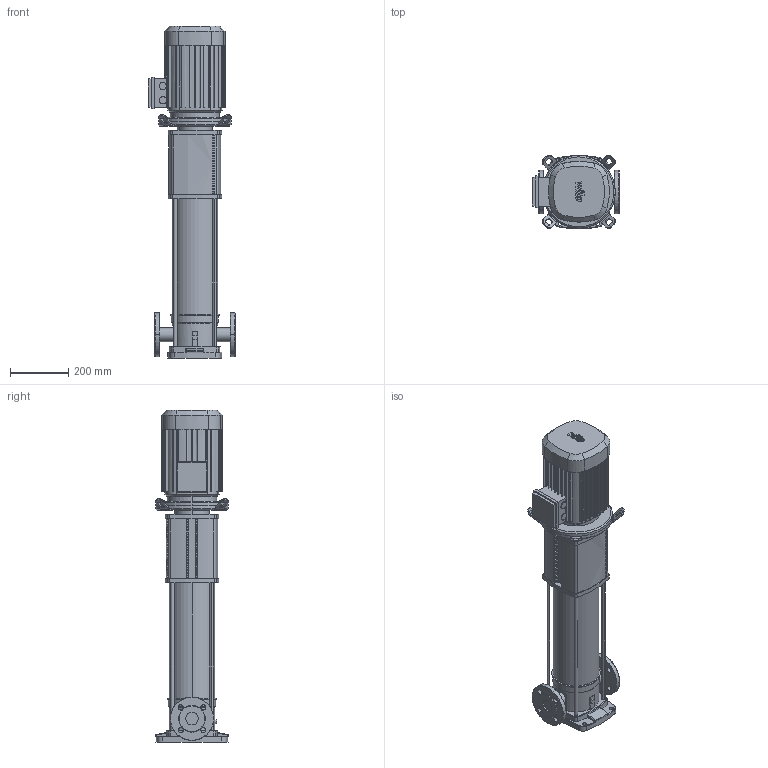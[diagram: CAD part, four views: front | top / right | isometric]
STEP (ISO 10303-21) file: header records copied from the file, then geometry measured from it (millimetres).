
FILE_DESCRIPTION((''),'2;1');
FILE_NAME('3d_HELIXV1012-1_25_E_K-4150559.stp','2016-08-24T08:37:01',(''),(''),'Mechanical Desktop 2009','Mechanical Desktop 2009',', , ');
FILE_SCHEMA(('CONFIG_CONTROL_DESIGN'));
Length unit declared in the file: millimetre
Products named in the file (1): Product
Bounding box: 300 x 252 x 1141.2 mm (x, y, z)
Volume: 27252334.1 mm3; surface area: 1734482.5 mm2
Topology: 18 solids, 18 shells, 1092 faces, 3006 edges, 1968 vertices
Faces by surface type: plane 531, bspline 297, cylinder 202, cone 36, torus 22, sphere 4
Entity records: 36370 total; most frequent: CARTESIAN_POINT 8250, ORIENTED_EDGE 6012, DIRECTION 5404, EDGE_CURVE 3006, VECTOR 2056, LINE 2056, VERTEX_POINT 1968, AXIS2_PLACEMENT_3D 1674
